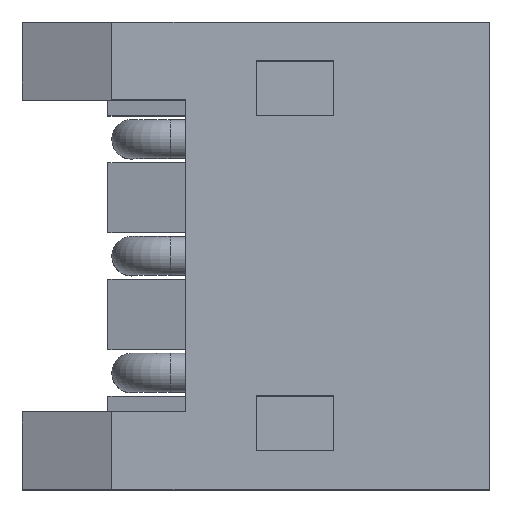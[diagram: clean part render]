
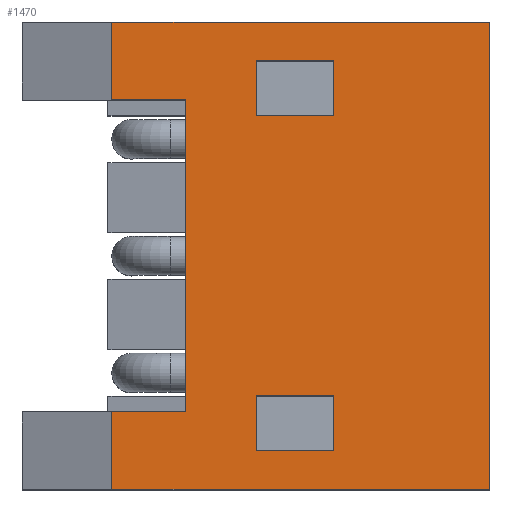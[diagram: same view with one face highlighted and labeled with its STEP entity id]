
A CAD part, top view. The second image highlights one B-rep face of the part: STEP entity #1470.
In plain terms, the highlighted planar face has unit normal (0, 0, 1).
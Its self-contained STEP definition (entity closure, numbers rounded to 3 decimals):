
#17=FACE_BOUND('',#204,.T.);
#18=FACE_BOUND('',#205,.T.);
#45=PLANE('',#1600);
#126=FACE_OUTER_BOUND('',#203,.T.);
#203=EDGE_LOOP('',(#1200,#1201,#1202,#1203,#1204,#1205,#1206,#1207));
#204=EDGE_LOOP('',(#1208,#1209,#1210,#1211));
#205=EDGE_LOOP('',(#1212,#1213,#1214,#1215));
#318=LINE('',#2274,#489);
#320=LINE('',#2278,#491);
#327=LINE('',#2291,#498);
#328=LINE('',#2294,#499);
#329=LINE('',#2296,#500);
#330=LINE('',#2298,#501);
#331=LINE('',#2300,#502);
#332=LINE('',#2301,#503);
#333=LINE('',#2304,#504);
#334=LINE('',#2306,#505);
#335=LINE('',#2308,#506);
#336=LINE('',#2309,#507);
#337=LINE('',#2312,#508);
#338=LINE('',#2314,#509);
#339=LINE('',#2316,#510);
#340=LINE('',#2317,#511);
#489=VECTOR('',#1866,10.);
#491=VECTOR('',#1870,10.);
#498=VECTOR('',#1879,10.);
#499=VECTOR('',#1882,10.);
#500=VECTOR('',#1883,10.);
#501=VECTOR('',#1884,10.);
#502=VECTOR('',#1885,10.);
#503=VECTOR('',#1886,10.);
#504=VECTOR('',#1887,10.);
#505=VECTOR('',#1888,10.);
#506=VECTOR('',#1889,10.);
#507=VECTOR('',#1890,10.);
#508=VECTOR('',#1891,10.);
#509=VECTOR('',#1892,10.);
#510=VECTOR('',#1893,10.);
#511=VECTOR('',#1894,10.);
#704=VERTEX_POINT('',#2271);
#705=VERTEX_POINT('',#2273);
#706=VERTEX_POINT('',#2277);
#711=VERTEX_POINT('',#2289);
#712=VERTEX_POINT('',#2293);
#713=VERTEX_POINT('',#2295);
#714=VERTEX_POINT('',#2297);
#715=VERTEX_POINT('',#2299);
#716=VERTEX_POINT('',#2302);
#717=VERTEX_POINT('',#2303);
#718=VERTEX_POINT('',#2305);
#719=VERTEX_POINT('',#2307);
#720=VERTEX_POINT('',#2310);
#721=VERTEX_POINT('',#2311);
#722=VERTEX_POINT('',#2313);
#723=VERTEX_POINT('',#2315);
#879=EDGE_CURVE('',#705,#704,#318,.T.);
#881=EDGE_CURVE('',#706,#705,#320,.T.);
#888=EDGE_CURVE('',#704,#711,#327,.T.);
#889=EDGE_CURVE('',#712,#711,#328,.T.);
#890=EDGE_CURVE('',#712,#713,#329,.T.);
#891=EDGE_CURVE('',#714,#713,#330,.T.);
#892=EDGE_CURVE('',#715,#714,#331,.T.);
#893=EDGE_CURVE('',#706,#715,#332,.T.);
#894=EDGE_CURVE('',#716,#717,#333,.T.);
#895=EDGE_CURVE('',#717,#718,#334,.T.);
#896=EDGE_CURVE('',#718,#719,#335,.T.);
#897=EDGE_CURVE('',#719,#716,#336,.T.);
#898=EDGE_CURVE('',#720,#721,#337,.T.);
#899=EDGE_CURVE('',#721,#722,#338,.T.);
#900=EDGE_CURVE('',#722,#723,#339,.T.);
#901=EDGE_CURVE('',#723,#720,#340,.T.);
#1200=ORIENTED_EDGE('',*,*,#881,.T.);
#1201=ORIENTED_EDGE('',*,*,#879,.T.);
#1202=ORIENTED_EDGE('',*,*,#888,.T.);
#1203=ORIENTED_EDGE('',*,*,#889,.F.);
#1204=ORIENTED_EDGE('',*,*,#890,.T.);
#1205=ORIENTED_EDGE('',*,*,#891,.F.);
#1206=ORIENTED_EDGE('',*,*,#892,.F.);
#1207=ORIENTED_EDGE('',*,*,#893,.F.);
#1208=ORIENTED_EDGE('',*,*,#894,.T.);
#1209=ORIENTED_EDGE('',*,*,#895,.T.);
#1210=ORIENTED_EDGE('',*,*,#896,.T.);
#1211=ORIENTED_EDGE('',*,*,#897,.T.);
#1212=ORIENTED_EDGE('',*,*,#898,.T.);
#1213=ORIENTED_EDGE('',*,*,#899,.T.);
#1214=ORIENTED_EDGE('',*,*,#900,.T.);
#1215=ORIENTED_EDGE('',*,*,#901,.T.);
#1470=ADVANCED_FACE('',(#126,#17,#18),#45,.T.);
#1600=AXIS2_PLACEMENT_3D('',#2292,#1880,#1881);
#1866=DIRECTION('',(0.,-1.,0.));
#1870=DIRECTION('',(1.,0.,0.));
#1879=DIRECTION('',(-1.,0.,0.));
#1880=DIRECTION('center_axis',(0.,0.,
1.));
#1881=DIRECTION('ref_axis',(0.,-1.,0.));
#1882=DIRECTION('',(0.,1.,0.));
#1883=DIRECTION('',(1.,0.,0.));
#1884=DIRECTION('',(0.,-1.,0.));
#1885=DIRECTION('',(1.,0.,0.));
#1886=DIRECTION('',(0.,1.,0.));
#1887=DIRECTION('',(1.,0.,0.));
#1888=DIRECTION('',(0.,-1.,0.));
#1889=DIRECTION('',(-1.,0.,0.));
#1890=DIRECTION('',(0.,1.,0.));
#1891=DIRECTION('',(0.,1.,0.));
#1892=DIRECTION('',(1.,0.,0.));
#1893=DIRECTION('',(0.,-1.,0.));
#1894=DIRECTION('',(-1.,0.,0.));
#2271=CARTESIAN_POINT('',(0.7,-0.5,3.7));
#2273=CARTESIAN_POINT('',(0.7,3.5,3.7));
#2274=CARTESIAN_POINT('',(0.7,2.,3.7));
#2277=CARTESIAN_POINT('',(-0.25,3.5,3.7));
#2278=CARTESIAN_POINT('',(0.35,3.5,3.7));
#2289=CARTESIAN_POINT('',(-0.25,-0.5,3.7));
#2291=CARTESIAN_POINT('',(-0.7,-0.5,3.7));
#2292=CARTESIAN_POINT('Origin',(0.,4.5,3.7));
#2293=CARTESIAN_POINT('',(-0.25,-1.5,3.7));
#2294=CARTESIAN_POINT('',(-0.25,-1.5,3.7));
#2295=CARTESIAN_POINT('',(4.6,-1.5,3.7));
#2296=CARTESIAN_POINT('',(0.,-1.5,3.7));
#2297=CARTESIAN_POINT('',(4.6,4.5,3.7));
#2298=CARTESIAN_POINT('',(4.6,4.5,3.7));
#2299=CARTESIAN_POINT('',(-0.25,4.5,3.7));
#2300=CARTESIAN_POINT('',(0.,4.5,3.7));
#2301=CARTESIAN_POINT('',(-0.25,-1.5,3.7));
#2302=CARTESIAN_POINT('',(1.6,4.,3.7));
#2303=CARTESIAN_POINT('',(2.6,4.,3.7));
#2304=CARTESIAN_POINT('',(0.8,4.,3.7));
#2305=CARTESIAN_POINT('',(2.6,3.3,3.7));
#2306=CARTESIAN_POINT('',(2.6,4.25,3.7));
#2307=CARTESIAN_POINT('',(1.6,3.3,3.7));
#2308=CARTESIAN_POINT('',(1.3,3.3,3.7));
#2309=CARTESIAN_POINT('',(1.6,3.9,3.7));
#2310=CARTESIAN_POINT('',(1.6,-1.,3.7));
#2311=CARTESIAN_POINT('',(1.6,-0.3,3.7));
#2312=CARTESIAN_POINT('',(1.6,1.75,3.7));
#2313=CARTESIAN_POINT('',(2.6,-0.3,3.7));
#2314=CARTESIAN_POINT('',(0.8,-0.3,3.7));
#2315=CARTESIAN_POINT('',(2.6,-1.,3.7));
#2316=CARTESIAN_POINT('',(2.6,2.1,3.7));
#2317=CARTESIAN_POINT('',(1.3,-1.,3.7));
